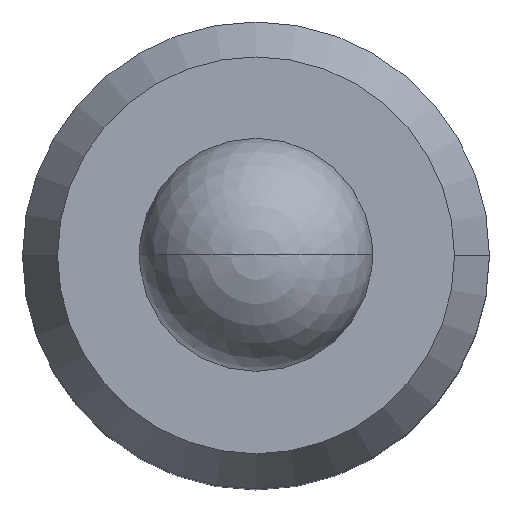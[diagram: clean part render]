
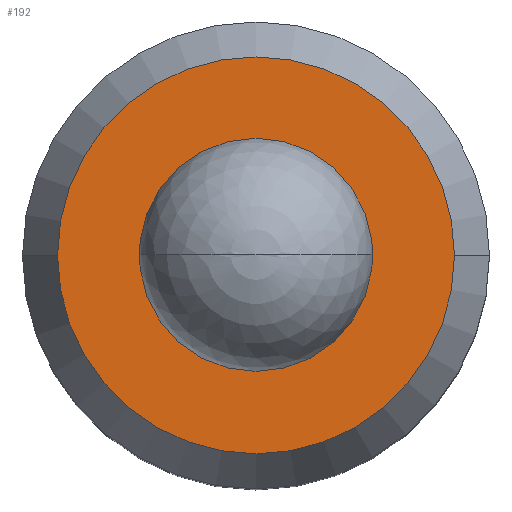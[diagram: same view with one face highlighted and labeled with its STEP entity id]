
A CAD part, top view. The second image highlights one B-rep face of the part: STEP entity #192.
In plain terms, the highlighted planar face has unit normal (0, 0, 1).
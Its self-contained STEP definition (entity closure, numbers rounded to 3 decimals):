
#134=VERTEX_POINT('',#347);
#154=EDGE_CURVE('',#218,#306,#369,.T.);
#188=EDGE_CURVE('',#306,#218,#405,.T.);
#192=ADVANCED_FACE('',(#409,#410),#411,.T.);
#218=VERTEX_POINT('',#440);
#258=EDGE_CURVE('',#302,#134,#483,.T.);
#284=EDGE_CURVE('',#134,#302,#516,.T.);
#302=VERTEX_POINT('',#538);
#306=VERTEX_POINT('',#542);
#347=CARTESIAN_POINT('',(5.1,0.,0.));
#369=CIRCLE('',#606,2.8);
#405=CIRCLE('',#655,2.8);
#409=FACE_OUTER_BOUND('',#660,.T.);
#410=FACE_BOUND('',#661,.T.);
#411=PLANE('',#662);
#440=CARTESIAN_POINT('',(-2.8,0.,0.));
#483=CIRCLE('',#759,5.1);
#516=CIRCLE('',#797,5.1);
#538=CARTESIAN_POINT('',(-5.1,0.,0.));
#542=CARTESIAN_POINT('',(2.8,0.,0.));
#606=AXIS2_PLACEMENT_3D('',#879,#880,#881);
#655=AXIS2_PLACEMENT_3D('',#917,#918,#919);
#660=EDGE_LOOP('',(#924,#925));
#661=EDGE_LOOP('',(#926,#927));
#662=AXIS2_PLACEMENT_3D('',#928,#929,#930);
#759=AXIS2_PLACEMENT_3D('',#1005,#1006,#1007);
#797=AXIS2_PLACEMENT_3D('',#1069,#1070,#1071);
#879=CARTESIAN_POINT('',(0.,0.,0.));
#880=DIRECTION('',(0.0,0.0,1.0));
#881=DIRECTION('',(-1.0,0.,0.0));
#917=CARTESIAN_POINT('',(0.,0.,0.));
#918=DIRECTION('',(0.0,0.0,1.0));
#919=DIRECTION('',(-1.0,0.,0.0));
#924=ORIENTED_EDGE('',*,*,#258,.T.);
#925=ORIENTED_EDGE('',*,*,#284,.T.);
#926=ORIENTED_EDGE('',*,*,#154,.F.);
#927=ORIENTED_EDGE('',*,*,#188,.F.);
#928=CARTESIAN_POINT('',(-3.95,0.,0.));
#929=DIRECTION('',(0.0,0.0,1.0));
#930=DIRECTION('',(-1.0,0.,0.0));
#1005=CARTESIAN_POINT('',(0.,0.,0.));
#1006=DIRECTION('',(0.0,0.0,1.0));
#1007=DIRECTION('',(-1.0,0.,0.0));
#1069=CARTESIAN_POINT('',(0.,0.,0.));
#1070=DIRECTION('',(0.0,0.0,1.0));
#1071=DIRECTION('',(-1.0,0.,0.0));
